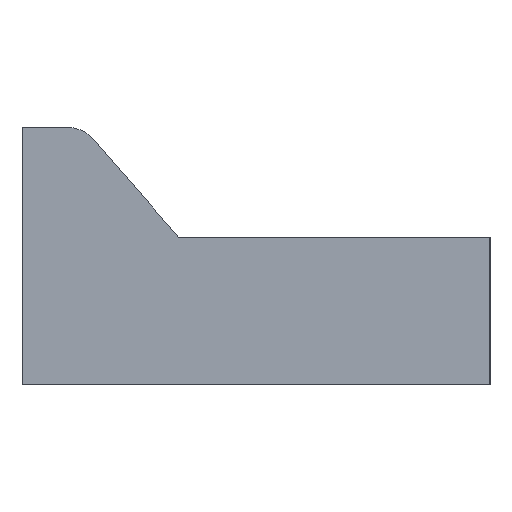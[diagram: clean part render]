
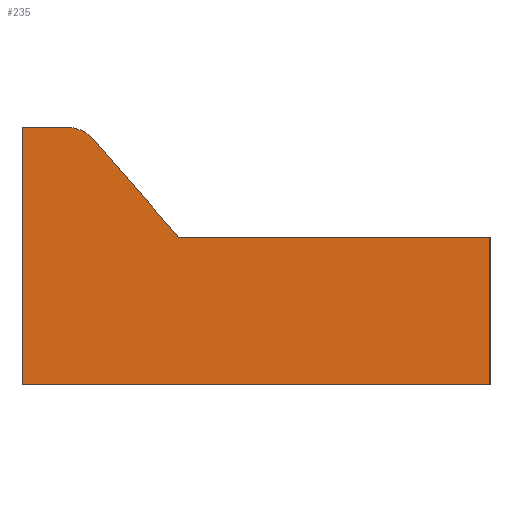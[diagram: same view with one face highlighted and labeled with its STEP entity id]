
A CAD part, left-side view. The second image highlights one B-rep face of the part: STEP entity #235.
In plain terms, the highlighted planar face has unit normal (-1, 0, 0).
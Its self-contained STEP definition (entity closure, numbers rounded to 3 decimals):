
#1 = LINE ( 'NONE', #220, #386 ) ;
#26 = EDGE_CURVE ( 'NONE', #401, #291, #287, .T. ) ;
#27 = CARTESIAN_POINT ( 'NONE',  ( -150., 18.069, 7.85 ) ) ;
#51 = VERTEX_POINT ( 'NONE', #378 ) ;
#54 = ORIENTED_EDGE ( 'NONE', *, *, #26, .F. ) ;
#68 = VECTOR ( 'NONE', #269, 1000. ) ;
#70 = CARTESIAN_POINT ( 'NONE',  ( -150., 20., 7.85 ) ) ;
#83 = CARTESIAN_POINT ( 'NONE',  ( -150., 13.3, 3.15 ) ) ;
#87 = LINE ( 'NONE', #83, #244 ) ;
#111 = VECTOR ( 'NONE', #521, 1000. ) ;
#116 = DIRECTION ( 'NONE',  ( 1., 0., 0. ) ) ;
#133 = LINE ( 'NONE', #540, #68 ) ;
#141 = ORIENTED_EDGE ( 'NONE', *, *, #371, .F. ) ;
#144 = DIRECTION ( 'NONE',  ( 0., -1., 0. ) ) ;
#158 = CARTESIAN_POINT ( 'NONE',  ( -150., 0., 3.15 ) ) ;
#162 = LINE ( 'NONE', #334, #111 ) ;
#174 = VECTOR ( 'NONE', #418, 1000. ) ;
#177 = VECTOR ( 'NONE', #144, 1000. ) ;
#207 = CARTESIAN_POINT ( 'NONE',  ( -150., 16.937, 7.334 ) ) ;
#213 = EDGE_CURVE ( 'NONE', #51, #314, #561, .T. ) ;
#217 = CARTESIAN_POINT ( 'NONE',  ( -150., 13.3, 3.15 ) ) ;
#220 = CARTESIAN_POINT ( 'NONE',  ( -150., 20., -3.15 ) ) ;
#223 = EDGE_CURVE ( 'NONE', #238, #363, #162, .T. ) ;
#235 = ADVANCED_FACE ( 'NONE', ( #297 ), #475, .F. ) ;
#238 = VERTEX_POINT ( 'NONE', #207 ) ;
#244 = VECTOR ( 'NONE', #306, 1000. ) ;
#246 = DIRECTION ( 'NONE',  ( 0., 0., -1. ) ) ;
#269 = DIRECTION ( 'NONE',  ( 0., 1., 0. ) ) ;
#284 = CARTESIAN_POINT ( 'NONE',  ( -150., 20., -3.15 ) ) ;
#287 = LINE ( 'NONE', #70, #177 ) ;
#291 = VERTEX_POINT ( 'NONE', #27 ) ;
#297 = FACE_OUTER_BOUND ( 'NONE', #417, .T. ) ;
#306 = DIRECTION ( 'NONE',  ( 0., -1., 0. ) ) ;
#314 = VERTEX_POINT ( 'NONE', #392 ) ;
#325 = DIRECTION ( 'NONE',  ( 0., 0., -1. ) ) ;
#329 = EDGE_CURVE ( 'NONE', #314, #496, #133, .T. ) ;
#334 = CARTESIAN_POINT ( 'NONE',  ( -150., 16.937, 7.334 ) ) ;
#339 = AXIS2_PLACEMENT_3D ( 'NONE', #563, #116, #246 ) ;
#355 = EDGE_CURVE ( 'NONE', #363, #51, #87, .T. ) ;
#363 = VERTEX_POINT ( 'NONE', #217 ) ;
#371 = EDGE_CURVE ( 'NONE', #496, #401, #1, .T. ) ;
#378 = CARTESIAN_POINT ( 'NONE',  ( -150., 0., 3.15 ) ) ;
#386 = VECTOR ( 'NONE', #391, 1000. ) ;
#391 = DIRECTION ( 'NONE',  ( 0., 0., 1. ) ) ;
#392 = CARTESIAN_POINT ( 'NONE',  ( -150., 0., -3.15 ) ) ;
#394 = ORIENTED_EDGE ( 'NONE', *, *, #223, .F. ) ;
#401 = VERTEX_POINT ( 'NONE', #489 ) ;
#417 = EDGE_LOOP ( 'NONE', ( #502, #464, #511, #394, #495, #54, #141 ) ) ;
#418 = DIRECTION ( 'NONE',  ( 0., 0., -1. ) ) ;
#464 = ORIENTED_EDGE ( 'NONE', *, *, #213, .F. ) ;
#475 = PLANE ( 'NONE',  #339 ) ;
#489 = CARTESIAN_POINT ( 'NONE',  ( -150., 20., 7.85 ) ) ;
#495 = ORIENTED_EDGE ( 'NONE', *, *, #525, .F. ) ;
#496 = VERTEX_POINT ( 'NONE', #284 ) ;
#502 = ORIENTED_EDGE ( 'NONE', *, *, #329, .F. ) ;
#508 = CARTESIAN_POINT ( 'NONE',  ( -150., 18.069, 6.35 ) ) ;
#511 = ORIENTED_EDGE ( 'NONE', *, *, #355, .F. ) ;
#521 = DIRECTION ( 'NONE',  ( 0., -0.656, -0.755 ) ) ;
#525 = EDGE_CURVE ( 'NONE', #291, #238, #536, .T. ) ;
#536 = CIRCLE ( 'NONE', #553, 1.5 ) ;
#540 = CARTESIAN_POINT ( 'NONE',  ( -150., 0., -3.15 ) ) ;
#551 = DIRECTION ( 'NONE',  ( 1., 0., 0. ) ) ;
#553 = AXIS2_PLACEMENT_3D ( 'NONE', #508, #551, #325 ) ;
#561 = LINE ( 'NONE', #158, #174 ) ;
#563 = CARTESIAN_POINT ( 'NONE',  ( -150., 18.069, 6.35 ) ) ;
